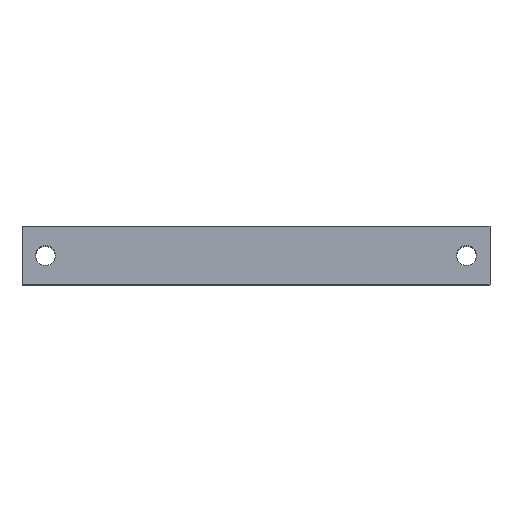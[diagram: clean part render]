
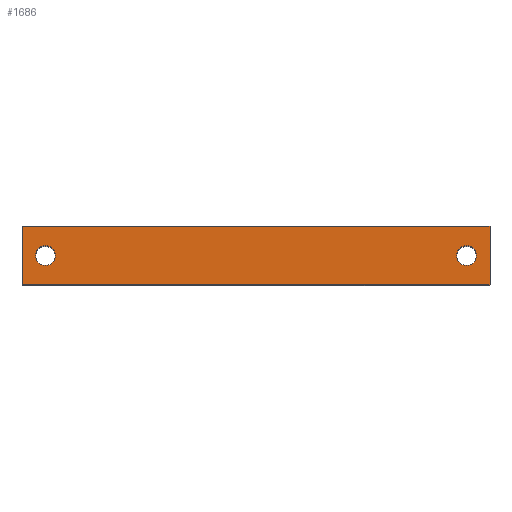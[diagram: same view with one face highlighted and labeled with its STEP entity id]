
A CAD part, top view. The second image highlights one B-rep face of the part: STEP entity #1686.
In plain terms, the highlighted planar face has unit normal (0, 0, 1).
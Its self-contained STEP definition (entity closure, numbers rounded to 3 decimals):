
#53 = VERTEX_POINT ( 'NONE', #2953 ) ;
#86 = CARTESIAN_POINT ( 'NONE',  ( -100., 12.5, 102. ) ) ;
#112 = CARTESIAN_POINT ( 'NONE',  ( 90., 0., 102. ) ) ;
#118 = EDGE_LOOP ( 'NONE', ( #2726, #1635, #901, #2493 ) ) ;
#264 = CIRCLE ( 'NONE', #2398, 4.25 ) ;
#367 = EDGE_CURVE ( 'NONE', #2811, #2539, #2426, .T. ) ;
#388 = DIRECTION ( 'NONE',  ( 1., 0., 0. ) ) ;
#417 = DIRECTION ( 'NONE',  ( 0., 1., 0. ) ) ;
#442 = CIRCLE ( 'NONE', #2164, 4.25 ) ;
#450 = CARTESIAN_POINT ( 'NONE',  ( -100., 12.5, 102. ) ) ;
#485 = EDGE_CURVE ( 'NONE', #2811, #1302, #2519, .T. ) ;
#495 = FACE_OUTER_BOUND ( 'NONE', #118, .T. ) ;
#530 = VERTEX_POINT ( 'NONE', #867 ) ;
#572 = CARTESIAN_POINT ( 'NONE',  ( -85.75, 0., 102. ) ) ;
#580 = DIRECTION ( 'NONE',  ( 1., 0., 0. ) ) ;
#584 = DIRECTION ( 'NONE',  ( 0., 0., -1. ) ) ;
#587 = CARTESIAN_POINT ( 'NONE',  ( -90., 0., 102. ) ) ;
#614 = EDGE_CURVE ( 'NONE', #1041, #530, #442, .T. ) ;
#620 = VECTOR ( 'NONE', #1042, 1000. ) ;
#676 = DIRECTION ( 'NONE',  ( 0., 0., -1. ) ) ;
#841 = CIRCLE ( 'NONE', #2489, 4.25 ) ;
#856 = DIRECTION ( 'NONE',  ( 0., 0., -1. ) ) ;
#867 = CARTESIAN_POINT ( 'NONE',  ( -94.25, 0., 102. ) ) ;
#901 = ORIENTED_EDGE ( 'NONE', *, *, #367, .F. ) ;
#910 = CARTESIAN_POINT ( 'NONE',  ( 100., 12.5, 102. ) ) ;
#965 = CARTESIAN_POINT ( 'NONE',  ( -100., -12.5, 102. ) ) ;
#969 = EDGE_LOOP ( 'NONE', ( #1044, #2283 ) ) ;
#1041 = VERTEX_POINT ( 'NONE', #572 ) ;
#1042 = DIRECTION ( 'NONE',  ( 1., 0., 0. ) ) ;
#1044 = ORIENTED_EDGE ( 'NONE', *, *, #1685, .T. ) ;
#1200 = CARTESIAN_POINT ( 'NONE',  ( -100., 12.5, 102. ) ) ;
#1254 = VERTEX_POINT ( 'NONE', #910 ) ;
#1292 = DIRECTION ( 'NONE',  ( 1., 0., 0. ) ) ;
#1302 = VERTEX_POINT ( 'NONE', #2663 ) ;
#1559 = CARTESIAN_POINT ( 'NONE',  ( -90., 0., 102. ) ) ;
#1626 = VERTEX_POINT ( 'NONE', #3278 ) ;
#1635 = ORIENTED_EDGE ( 'NONE', *, *, #3653, .F. ) ;
#1685 = EDGE_CURVE ( 'NONE', #530, #1041, #264, .T. ) ;
#1686 = ADVANCED_FACE ( 'NONE', ( #2957, #495, #2634 ), #3113, .F. ) ;
#1693 = DIRECTION ( 'NONE',  ( 0., 0., -1. ) ) ;
#1695 = EDGE_CURVE ( 'NONE', #1626, #53, #3428, .T. ) ;
#1857 = EDGE_CURVE ( 'NONE', #1302, #1254, #3532, .T. ) ;
#1874 = EDGE_CURVE ( 'NONE', #53, #1626, #841, .T. ) ;
#1989 = DIRECTION ( 'NONE',  ( 1., 0., 0. ) ) ;
#2013 = EDGE_LOOP ( 'NONE', ( #3316, #2820 ) ) ;
#2020 = DIRECTION ( 'NONE',  ( 0., 0., -1. ) ) ;
#2164 = AXIS2_PLACEMENT_3D ( 'NONE', #587, #584, #580 ) ;
#2211 = LINE ( 'NONE', #450, #3267 ) ;
#2283 = ORIENTED_EDGE ( 'NONE', *, *, #614, .T. ) ;
#2398 = AXIS2_PLACEMENT_3D ( 'NONE', #1559, #2020, #1989 ) ;
#2407 = AXIS2_PLACEMENT_3D ( 'NONE', #3404, #1693, #388 ) ;
#2414 = AXIS2_PLACEMENT_3D ( 'NONE', #2914, #856, #3034 ) ;
#2426 = LINE ( 'NONE', #1200, #3269 ) ;
#2489 = AXIS2_PLACEMENT_3D ( 'NONE', #112, #676, #1292 ) ;
#2493 = ORIENTED_EDGE ( 'NONE', *, *, #485, .T. ) ;
#2519 = LINE ( 'NONE', #965, #620 ) ;
#2539 = VERTEX_POINT ( 'NONE', #86 ) ;
#2634 = FACE_BOUND ( 'NONE', #2013, .T. ) ;
#2663 = CARTESIAN_POINT ( 'NONE',  ( 100., -12.5, 102. ) ) ;
#2726 = ORIENTED_EDGE ( 'NONE', *, *, #1857, .T. ) ;
#2811 = VERTEX_POINT ( 'NONE', #2872 ) ;
#2820 = ORIENTED_EDGE ( 'NONE', *, *, #1695, .T. ) ;
#2867 = DIRECTION ( 'NONE',  ( 0., 1., 0. ) ) ;
#2872 = CARTESIAN_POINT ( 'NONE',  ( -100., -12.5, 102. ) ) ;
#2914 = CARTESIAN_POINT ( 'NONE',  ( -100., 12.5, 102. ) ) ;
#2953 = CARTESIAN_POINT ( 'NONE',  ( 85.75, 0., 102. ) ) ;
#2957 = FACE_BOUND ( 'NONE', #969, .T. ) ;
#2993 = DIRECTION ( 'NONE',  ( 1., 0., 0. ) ) ;
#3034 = DIRECTION ( 'NONE',  ( 1., 0., 0. ) ) ;
#3113 = PLANE ( 'NONE',  #2414 ) ;
#3267 = VECTOR ( 'NONE', #2993, 1000. ) ;
#3269 = VECTOR ( 'NONE', #2867, 1000. ) ;
#3278 = CARTESIAN_POINT ( 'NONE',  ( 94.25, 0., 102. ) ) ;
#3316 = ORIENTED_EDGE ( 'NONE', *, *, #1874, .T. ) ;
#3404 = CARTESIAN_POINT ( 'NONE',  ( 90., 0., 102. ) ) ;
#3428 = CIRCLE ( 'NONE', #2407, 4.25 ) ;
#3455 = CARTESIAN_POINT ( 'NONE',  ( 100., 12.5, 102. ) ) ;
#3498 = VECTOR ( 'NONE', #417, 1000. ) ;
#3532 = LINE ( 'NONE', #3455, #3498 ) ;
#3653 = EDGE_CURVE ( 'NONE', #2539, #1254, #2211, .T. ) ;
